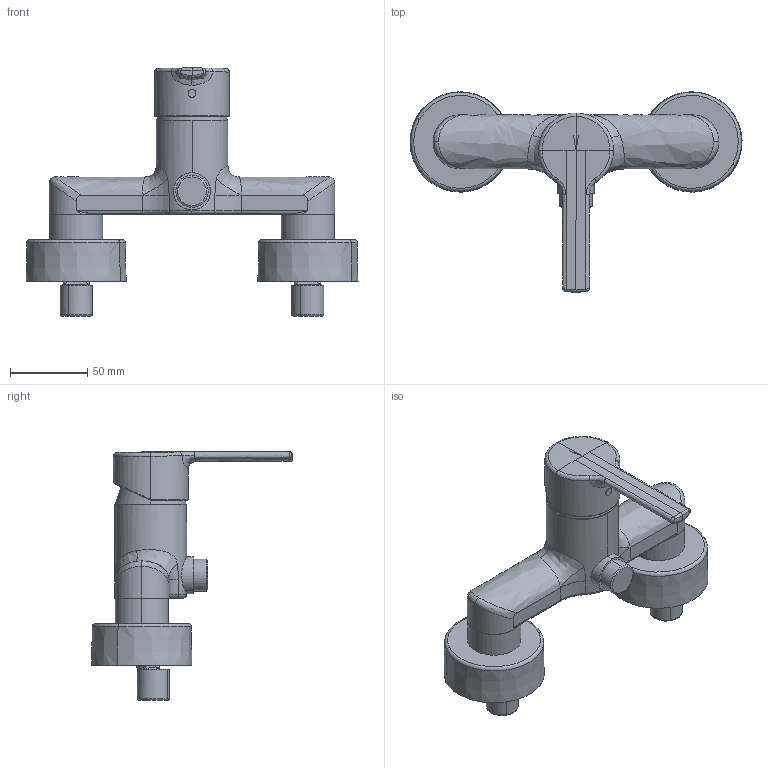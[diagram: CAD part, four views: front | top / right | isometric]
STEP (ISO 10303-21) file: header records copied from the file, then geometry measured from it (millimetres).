
FILE_DESCRIPTION (( 'STEP AP203' ), '1' );
FILE_NAME ('03670173.STEP', '2018-05-03T11:27:32', ( '' ), ( '' ), 'SwSTEP 2.0', 'SolidWorks 2016', '' );
FILE_SCHEMA (( 'CONFIG_CONTROL_DESIGN' ));
Length unit declared in the file: millimetre
Products named in the file (1): 03670173
Bounding box: 214.98 x 130.01 x 160.66 mm (x, y, z)
Volume: 388917.7 mm3; surface area: 82152.8 mm2
Topology: 1 solids, 1 shells, 282 faces, 676 edges, 400 vertices
Faces by surface type: bspline 127, cylinder 72, plane 45, torus 18, cone 12, sphere 8
Entity records: 21216 total; most frequent: CARTESIAN_POINT 15715, ORIENTED_EDGE 1326, DIRECTION 771, EDGE_CURVE 663, VERTEX_POINT 400, B_SPLINE_CURVE_WITH_KNOTS 347, AXIS2_PLACEMENT_3D 316, EDGE_LOOP 299
